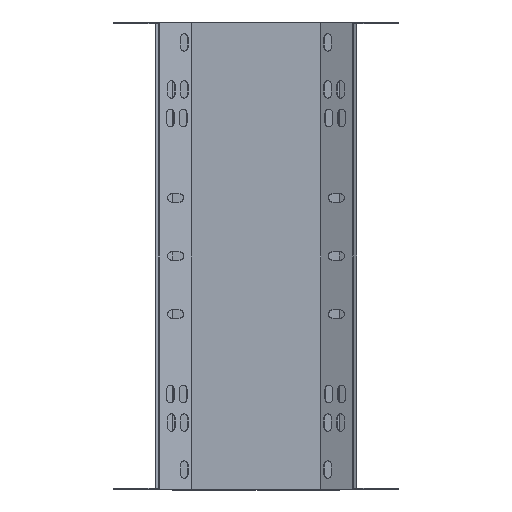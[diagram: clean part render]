
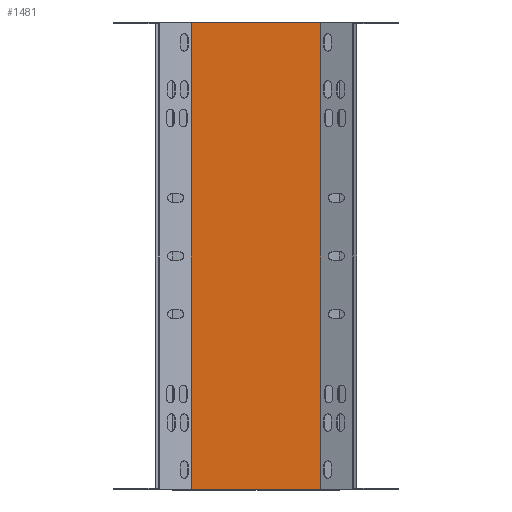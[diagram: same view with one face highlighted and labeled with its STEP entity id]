
A CAD part, front view. The second image highlights one B-rep face of the part: STEP entity #1481.
In plain terms, the highlighted planar face has unit normal (0, -1, 0).
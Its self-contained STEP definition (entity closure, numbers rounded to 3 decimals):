
#556 = DIRECTION ( 'NONE',  ( -1., 0., 0. ) ) ;
#603 = DIRECTION ( 'NONE',  ( 0., 0., 1. ) ) ;
#653 = DIRECTION ( 'NONE',  ( 1., 0., 0. ) ) ;
#1329 = CARTESIAN_POINT ( 'NONE',  ( -55.75, -81., -199. ) ) ;
#1350 = CARTESIAN_POINT ( 'NONE',  ( -56.881, -81., -200.8 ) ) ;
#1385 = VECTOR ( 'NONE', #556, 1000. ) ;
#1481 = ADVANCED_FACE ( 'NONE', ( #9148 ), #3732, .T. ) ;
#1555 = VERTEX_POINT ( 'NONE', #7404 ) ;
#2280 = VECTOR ( 'NONE', #603, 1000. ) ;
#2379 = CARTESIAN_POINT ( 'NONE',  ( -55.75, -81., -200.8 ) ) ;
#2595 = ORIENTED_EDGE ( 'NONE', *, *, #2888, .T. ) ;
#2747 = CARTESIAN_POINT ( 'NONE',  ( 56.881, -81., 200.8 ) ) ;
#2888 = EDGE_CURVE ( 'NONE', #4365, #1555, #5079, .T. ) ;
#2940 = CARTESIAN_POINT ( 'NONE',  ( -55.75, -81., 200.8 ) ) ;
#3110 = EDGE_CURVE ( 'NONE', #1555, #5683, #6887, .T. ) ;
#3355 = ORIENTED_EDGE ( 'NONE', *, *, #3110, .T. ) ;
#3732 = PLANE ( 'NONE',  #5748 ) ;
#3868 = DIRECTION ( 'NONE',  ( 0., 0., 1. ) ) ;
#4159 = ORIENTED_EDGE ( 'NONE', *, *, #8705, .T. ) ;
#4365 = VERTEX_POINT ( 'NONE', #6812 ) ;
#4455 = DIRECTION ( 'NONE',  ( -1., 0., 0. ) ) ;
#5079 = LINE ( 'NONE', #8876, #6776 ) ;
#5221 = VERTEX_POINT ( 'NONE', #2379 ) ;
#5683 = VERTEX_POINT ( 'NONE', #2940 ) ;
#5748 = AXIS2_PLACEMENT_3D ( 'NONE', #8710, #8736, #4455 ) ;
#6094 = LINE ( 'NONE', #1329, #2280 ) ;
#6165 = ORIENTED_EDGE ( 'NONE', *, *, #7151, .F. ) ;
#6776 = VECTOR ( 'NONE', #3868, 1000. ) ;
#6812 = CARTESIAN_POINT ( 'NONE',  ( 55.75, -81., -200.8 ) ) ;
#6887 = LINE ( 'NONE', #2747, #1385 ) ;
#6898 = EDGE_LOOP ( 'NONE', ( #6165, #4159, #2595, #3355 ) ) ;
#7151 = EDGE_CURVE ( 'NONE', #5221, #5683, #6094, .T. ) ;
#7274 = VECTOR ( 'NONE', #653, 1000. ) ;
#7404 = CARTESIAN_POINT ( 'NONE',  ( 55.75, -81., 200.8 ) ) ;
#8705 = EDGE_CURVE ( 'NONE', #5221, #4365, #9180, .T. ) ;
#8710 = CARTESIAN_POINT ( 'NONE',  ( -55.75, -81., -199. ) ) ;
#8736 = DIRECTION ( 'NONE',  ( 0., -1., 0. ) ) ;
#8876 = CARTESIAN_POINT ( 'NONE',  ( 55.75, -81., -199. ) ) ;
#9148 = FACE_OUTER_BOUND ( 'NONE', #6898, .T. ) ;
#9180 = LINE ( 'NONE', #1350, #7274 ) ;
